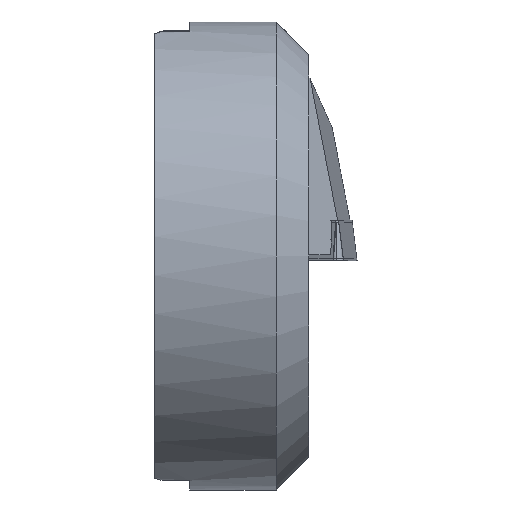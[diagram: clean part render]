
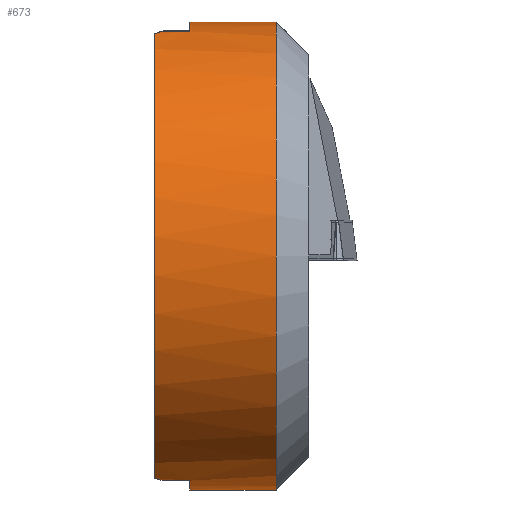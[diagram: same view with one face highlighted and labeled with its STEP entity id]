
A CAD part, left-side view. The second image highlights one B-rep face of the part: STEP entity #673.
In plain terms, the highlighted cylindrical face has radius 14.475 mm (diameter 28.95 mm), a partial arc.
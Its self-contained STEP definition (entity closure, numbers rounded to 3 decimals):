
#673=ADVANCED_FACE('NONE',(#1915),#1916,.T.);
#717=VERTEX_POINT('NONE',#1965);
#759=EDGE_CURVE('NONE',#885,#1125,#2015,.T.);
#813=VERTEX_POINT('NONE',#2074);
#885=VERTEX_POINT('NONE',#2151);
#1085=VERTEX_POINT('',#2373);
#1125=VERTEX_POINT('NONE',#2417);
#1131=EDGE_CURVE('NONE',#1369,#885,#2423,.T.);
#1157=EDGE_CURVE('NONE',#1369,#1205,#2452,.T.);
#1205=VERTEX_POINT('',#2507);
#1217=EDGE_CURVE('NONE',#813,#1473,#2519,.T.);
#1255=EDGE_CURVE('NONE',#717,#813,#2559,.T.);
#1261=VERTEX_POINT('NONE',#2566);
#1285=EDGE_CURVE('',#1085,#1205,#2594,.T.);
#1365=EDGE_CURVE('NONE',#1473,#1261,#2684,.T.);
#1369=VERTEX_POINT('NONE',#2689);
#1415=EDGE_CURVE('NONE',#1539,#1085,#2736,.T.);
#1473=VERTEX_POINT('NONE',#2801);
#1539=VERTEX_POINT('NONE',#2879);
#1587=EDGE_CURVE('NONE',#1125,#717,#2936,.T.);
#1687=EDGE_CURVE('NONE',#1261,#1539,#3042,.T.);
#1915=FACE_OUTER_BOUND('',#3290,.T.);
#1916=CYLINDRICAL_SURFACE('',#3291,14.475);
#1965=CARTESIAN_POINT('',(-4.05,-0.5,13.897));
#2015=CIRCLE('',#3430,14.475);
#2074=CARTESIAN_POINT('',(-4.55,0.,13.741));
#2151=CARTESIAN_POINT('',(0.,-2.15,14.475));
#2373=CARTESIAN_POINT('',(0.,-2.15,-14.475));
#2417=CARTESIAN_POINT('',(-4.05,-2.15,13.897));
#2423=LINE('',#3997,#3998);
#2452=CIRCLE('',#4037,14.475);
#2507=CARTESIAN_POINT('',(0.,-7.5,-14.475));
#2519=CIRCLE('',#4126,14.475);
#2559=(B_SPLINE_CURVE(3,(#4189,#4190,#4191,#4192),.UNSPECIFIED.,.F.,.F.)B_SPLINE_CURVE_WITH_KNOTS((4,4),(4.996,5.032),.UNSPECIFIED.)RATIONAL_B_SPLINE_CURVE((1.0,1.,1.,1.0))BOUNDED_CURVE()REPRESENTATION_ITEM('')GEOMETRIC_REPRESENTATION_ITEM()CURVE());
#2566=CARTESIAN_POINT('',(-4.05,-0.5,-13.897));
#2594=LINE('',#4237,#4238);
#2684=(B_SPLINE_CURVE(3,(#4370,#4371,#4372,#4373),.UNSPECIFIED.,.F.,.F.)B_SPLINE_CURVE_WITH_KNOTS((4,4),(1.251,1.287),.UNSPECIFIED.)RATIONAL_B_SPLINE_CURVE((1.0,1.,1.,1.0))BOUNDED_CURVE()REPRESENTATION_ITEM('')GEOMETRIC_REPRESENTATION_ITEM()CURVE());
#2689=CARTESIAN_POINT('',(0.,-7.5,14.475));
#2736=CIRCLE('',#4447,14.475);
#2801=CARTESIAN_POINT('',(-4.55,0.,-13.741));
#2879=CARTESIAN_POINT('',(-4.05,-2.15,-13.897));
#2936=LINE('',#4734,#4735);
#3042=LINE('',#4877,#4878);
#3290=EDGE_LOOP('',(#5190,#5191,#5192,#5193,#5194,#5195,#5196,#5197,#5198,#5199));
#3291=AXIS2_PLACEMENT_3D('',#5200,#5201,#5202);
#3430=AXIS2_PLACEMENT_3D('',#5363,#5364,#5365);
#3997=CARTESIAN_POINT('',(0.,-40.0,14.475));
#3998=VECTOR('',#5830,1000.0);
#4037=AXIS2_PLACEMENT_3D('',#5862,#5863,#5864);
#4126=AXIS2_PLACEMENT_3D('',#5940,#5941,#5942);
#4189=CARTESIAN_POINT('',(-4.05,-0.5,13.897));
#4190=CARTESIAN_POINT('',(-4.218,-0.332,13.848));
#4191=CARTESIAN_POINT('',(-4.384,-0.166,13.796));
#4192=CARTESIAN_POINT('',(-4.55,0.,13.741));
#4237=CARTESIAN_POINT('',(0.,-3.75,-14.475));
#4238=VECTOR('',#6030,1.0);
#4370=CARTESIAN_POINT('',(-4.55,0.,-13.741));
#4371=CARTESIAN_POINT('',(-4.384,-0.166,-13.796));
#4372=CARTESIAN_POINT('',(-4.218,-0.332,-13.848));
#4373=CARTESIAN_POINT('',(-4.05,-0.5,-13.897));
#4447=AXIS2_PLACEMENT_3D('',#6188,#6189,#6190);
#4734=CARTESIAN_POINT('',(-4.05,-9.5,13.897));
#4735=VECTOR('',#6471,1000.0);
#4877=CARTESIAN_POINT('',(-4.05,-9.5,-13.897));
#4878=VECTOR('',#6570,1000.0);
#5190=ORIENTED_EDGE('',*,*,#1285,.T.);
#5191=ORIENTED_EDGE('',*,*,#1157,.F.);
#5192=ORIENTED_EDGE('',*,*,#1131,.T.);
#5193=ORIENTED_EDGE('',*,*,#759,.T.);
#5194=ORIENTED_EDGE('',*,*,#1587,.T.);
#5195=ORIENTED_EDGE('',*,*,#1255,.T.);
#5196=ORIENTED_EDGE('',*,*,#1217,.T.);
#5197=ORIENTED_EDGE('',*,*,#1365,.T.);
#5198=ORIENTED_EDGE('',*,*,#1687,.T.);
#5199=ORIENTED_EDGE('',*,*,#1415,.T.);
#5200=CARTESIAN_POINT('',(0.0,-9.5,0.0));
#5201=DIRECTION('',(-0.0,1.0,-0.0));
#5202=DIRECTION('',(0.0,0.0,1.0));
#5363=CARTESIAN_POINT('',(0.0,-2.15,0.0));
#5364=DIRECTION('',(0.0,-1.0,0.0));
#5365=DIRECTION('',(0.0,0.0,-1.0));
#5830=DIRECTION('',(-0.0,1.0,0.0));
#5862=CARTESIAN_POINT('',(0.0,-7.5,0.0));
#5863=DIRECTION('',(0.0,-1.0,0.0));
#5864=DIRECTION('',(0.0,0.0,1.0));
#5940=CARTESIAN_POINT('',(0.0,0.0,0.0));
#5941=DIRECTION('',(0.0,-1.0,0.0));
#5942=DIRECTION('',(0.0,0.0,-1.0));
#6030=DIRECTION('',(0.0,-1.0,0.0));
#6188=CARTESIAN_POINT('',(0.0,-2.15,0.0));
#6189=DIRECTION('',(0.0,-1.0,0.0));
#6190=DIRECTION('',(0.0,0.0,-1.0));
#6471=DIRECTION('',(-0.0,1.0,0.0));
#6570=DIRECTION('',(0.0,-1.0,0.0));
